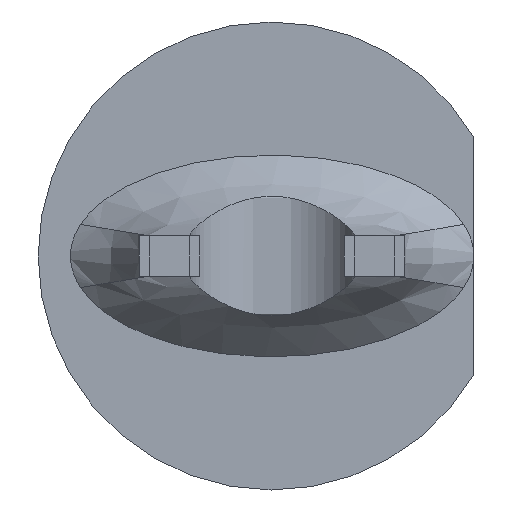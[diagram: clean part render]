
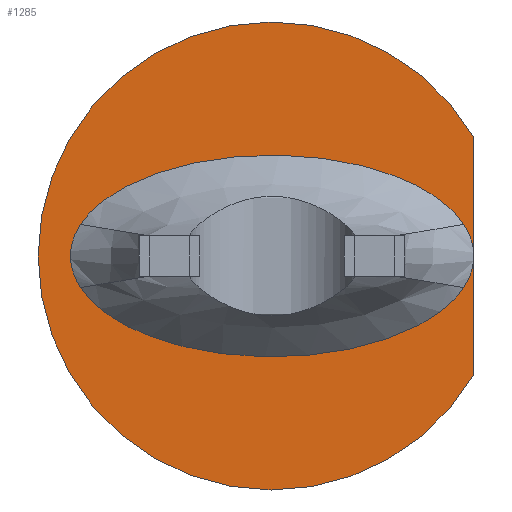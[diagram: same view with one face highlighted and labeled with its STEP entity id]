
A CAD part, front view. The second image highlights one B-rep face of the part: STEP entity #1285.
In plain terms, the highlighted planar face has unit normal (0, -1, 0).
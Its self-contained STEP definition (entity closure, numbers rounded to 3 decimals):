
#95 = DIRECTION ( 'NONE',  ( 0., -1., 0. ) ) ;
#99 = CIRCLE ( 'NONE', #1573, 2.9 ) ;
#183 = CARTESIAN_POINT ( 'NONE',  ( 2.5, 3.9, 1.47 ) ) ;
#270 = CIRCLE ( 'NONE', #1293, 2.9 ) ;
#389 = VERTEX_POINT ( 'NONE', #960 ) ;
#435 = DIRECTION ( 'NONE',  ( 0., 1., 0. ) ) ;
#518 = FACE_OUTER_BOUND ( 'NONE', #1595, .T. ) ;
#599 = EDGE_CURVE ( 'NONE', #1078, #389, #99, .T. ) ;
#662 = VECTOR ( 'NONE', #1704, 1000. ) ;
#721 = EDGE_CURVE ( 'NONE', #389, #1221, #270, .T. ) ;
#807 = AXIS2_PLACEMENT_3D ( 'NONE', #1512, #95, #1365 ) ;
#874 = ORIENTED_EDGE ( 'NONE', *, *, #1066, .F. ) ;
#960 = CARTESIAN_POINT ( 'NONE',  ( -2.9, 3.9, 0. ) ) ;
#964 = PLANE ( 'NONE',  #807 ) ;
#987 = DIRECTION ( 'NONE',  ( -1., 0., 0. ) ) ;
#1032 = CARTESIAN_POINT ( 'NONE',  ( 2.5, 3.9, -1.47 ) ) ;
#1051 = ORIENTED_EDGE ( 'NONE', *, *, #721, .F. ) ;
#1066 = EDGE_CURVE ( 'NONE', #1221, #1078, #1448, .T. ) ;
#1078 = VERTEX_POINT ( 'NONE', #1032 ) ;
#1150 = ORIENTED_EDGE ( 'NONE', *, *, #599, .F. ) ;
#1221 = VERTEX_POINT ( 'NONE', #1569 ) ;
#1281 = DIRECTION ( 'NONE',  ( 0., 1., 0. ) ) ;
#1285 = ADVANCED_FACE ( 'NONE', ( #518 ), #964, .T. ) ;
#1293 = AXIS2_PLACEMENT_3D ( 'NONE', #1408, #435, #987 ) ;
#1365 = DIRECTION ( 'NONE',  ( 0., 0., -1. ) ) ;
#1408 = CARTESIAN_POINT ( 'NONE',  ( 0., 3.9, 0. ) ) ;
#1448 = LINE ( 'NONE', #183, #662 ) ;
#1512 = CARTESIAN_POINT ( 'NONE',  ( 0., 3.9, 0. ) ) ;
#1569 = CARTESIAN_POINT ( 'NONE',  ( 2.5, 3.9, 1.47 ) ) ;
#1573 = AXIS2_PLACEMENT_3D ( 'NONE', #1687, #1281, #1697 ) ;
#1595 = EDGE_LOOP ( 'NONE', ( #874, #1051, #1150 ) ) ;
#1687 = CARTESIAN_POINT ( 'NONE',  ( 0., 3.9, 0. ) ) ;
#1697 = DIRECTION ( 'NONE',  ( -1., 0., 0. ) ) ;
#1704 = DIRECTION ( 'NONE',  ( 0., 0., -1. ) ) ;
